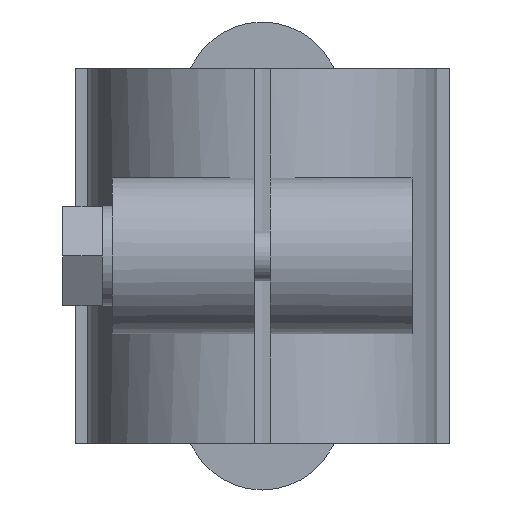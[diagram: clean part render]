
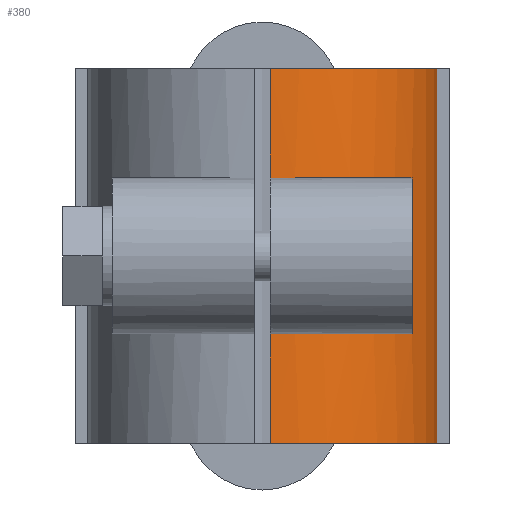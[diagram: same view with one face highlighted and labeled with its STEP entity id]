
A CAD part, left-side view. The second image highlights one B-rep face of the part: STEP entity #380.
In plain terms, the highlighted cylindrical face has radius 28 mm (diameter 56 mm), a partial arc.
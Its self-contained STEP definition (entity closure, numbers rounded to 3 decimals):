
#380 = ADVANCED_FACE( '', ( #814 ), #815, .T. );
#814 = FACE_OUTER_BOUND( '', #1281, .T. );
#815 = CYLINDRICAL_SURFACE( '', #1282, 28. );
#1281 = EDGE_LOOP( '', ( #2366, #2367, #2368, #2369, #2370, #2371, #2372, #2373, #2374, #2375 ) );
#1282 = AXIS2_PLACEMENT_3D( '', #2376, #2377, #2378 );
#2366 = ORIENTED_EDGE( '', *, *, #3000, .F. );
#2367 = ORIENTED_EDGE( '', *, *, #2740, .F. );
#2368 = ORIENTED_EDGE( '', *, *, #3092, .F. );
#2369 = ORIENTED_EDGE( '', *, *, #3052, .T. );
#2370 = ORIENTED_EDGE( '', *, *, #3001, .F. );
#2371 = ORIENTED_EDGE( '', *, *, #2727, .F. );
#2372 = ORIENTED_EDGE( '', *, *, #3093, .F. );
#2373 = ORIENTED_EDGE( '', *, *, #2823, .F. );
#2374 = ORIENTED_EDGE( '', *, *, #2893, .F. );
#2375 = ORIENTED_EDGE( '', *, *, #2723, .F. );
#2376 = CARTESIAN_POINT( '', ( 0., 0., 0. ) );
#2377 = DIRECTION( '', ( 0., 0., 1. ) );
#2378 = DIRECTION( '', ( -1., 0., 0. ) );
#2723 = EDGE_CURVE( '', #3272, #3275, #3276, .T. );
#2727 = EDGE_CURVE( '', #3281, #3273, #3283, .T. );
#2740 = EDGE_CURVE( '', #3305, #3307, #3308, .T. );
#2823 = EDGE_CURVE( '', #3445, #3447, #3448, .F. );
#2893 = EDGE_CURVE( '', #3275, #3445, #3554, .T. );
#3000 = EDGE_CURVE( '', #3307, #3272, #3701, .F. );
#3001 = EDGE_CURVE( '', #3273, #3702, #3703, .F. );
#3052 = EDGE_CURVE( '', #3765, #3702, #3766, .T. );
#3092 = EDGE_CURVE( '', #3765, #3305, #3816, .T. );
#3093 = EDGE_CURVE( '', #3447, #3281, #3817, .T. );
#3272 = VERTEX_POINT( '', #4074 );
#3273 = VERTEX_POINT( '', #4075 );
#3275 = VERTEX_POINT( '', #4077 );
#3276 = B_SPLINE_CURVE_WITH_KNOTS( '', 3, ( #4078, #4079, #4080, #4081, #4082, #4083 ), .UNSPECIFIED., .F., .F., ( 4, 2, 4 ), ( 0.007, 0.009, 0.011 ), .UNSPECIFIED. );
#3281 = VERTEX_POINT( '', #4089 );
#3283 = B_SPLINE_CURVE_WITH_KNOTS( '', 3, ( #4092, #4093, #4094, #4095 ), .UNSPECIFIED., .F., .F., ( 4, 4 ), ( 0., 0.004 ), .UNSPECIFIED. );
#3305 = VERTEX_POINT( '', #4125 );
#3307 = VERTEX_POINT( '', #4128 );
#3308 = CIRCLE( '', #4129, 28. );
#3445 = VERTEX_POINT( '', #4319 );
#3447 = VERTEX_POINT( '', #4322 );
#3448 = LINE( '', #4323, #4324 );
#3554 = CIRCLE( '', #4489, 28. );
#3701 = LINE( '', #4742, #4743 );
#3702 = VERTEX_POINT( '', #4744 );
#3703 = LINE( '', #4745, #4746 );
#3765 = VERTEX_POINT( '', #4833 );
#3766 = CIRCLE( '', #4834, 28. );
#3816 = LINE( '', #4911, #4912 );
#3817 = CIRCLE( '', #4913, 28. );
#4074 = CARTESIAN_POINT( '', ( -27.972, -1.25, 17.509 ) );
#4075 = CARTESIAN_POINT( '', ( -27.972, -1.25, 42.491 ) );
#4077 = CARTESIAN_POINT( '', ( -27.5, -5.268, 17.5 ) );
#4078 = CARTESIAN_POINT( '', ( -27.972, -1.25, 17.509 ) );
#4079 = CARTESIAN_POINT( '', ( -27.942, -1.919, 17.508 ) );
#4080 = CARTESIAN_POINT( '', ( -27.888, -2.589, 17.506 ) );
#4081 = CARTESIAN_POINT( '', ( -27.731, -3.93, 17.502 ) );
#4082 = CARTESIAN_POINT( '', ( -27.628, -4.602, 17.5 ) );
#4083 = CARTESIAN_POINT( '', ( -27.5, -5.268, 17.5 ) );
#4089 = CARTESIAN_POINT( '', ( -27.5, -5.268, 42.5 ) );
#4092 = CARTESIAN_POINT( '', ( -27.5, -5.268, 42.5 ) );
#4093 = CARTESIAN_POINT( '', ( -27.756, -3.931, 42.5 ) );
#4094 = CARTESIAN_POINT( '', ( -27.912, -2.591, 42.493 ) );
#4095 = CARTESIAN_POINT( '', ( -27.972, -1.25, 42.491 ) );
#4125 = CARTESIAN_POINT( '', ( 17., -22.249, 0. ) );
#4128 = CARTESIAN_POINT( '', ( -27.972, -1.25, 0. ) );
#4129 = AXIS2_PLACEMENT_3D( '', #5073, #5074, #5075 );
#4319 = CARTESIAN_POINT( '', ( -14.422, -24., 17.5 ) );
#4322 = CARTESIAN_POINT( '', ( -14.422, -24., 42.5 ) );
#4323 = CARTESIAN_POINT( '', ( -14.422, -24., 0. ) );
#4324 = VECTOR( '', #5167, 1000. );
#4489 = AXIS2_PLACEMENT_3D( '', #5247, #5248, #5249 );
#4742 = CARTESIAN_POINT( '', ( -27.972, -1.25, 0. ) );
#4743 = VECTOR( '', #5346, 1000. );
#4744 = CARTESIAN_POINT( '', ( -27.972, -1.25, 60. ) );
#4745 = CARTESIAN_POINT( '', ( -27.972, -1.25, 0. ) );
#4746 = VECTOR( '', #5347, 1000. );
#4833 = CARTESIAN_POINT( '', ( 17., -22.249, 60. ) );
#4834 = AXIS2_PLACEMENT_3D( '', #5393, #5394, #5395 );
#4911 = CARTESIAN_POINT( '', ( 17., -22.249, 0. ) );
#4912 = VECTOR( '', #5428, 1000. );
#4913 = AXIS2_PLACEMENT_3D( '', #5429, #5430, #5431 );
#5073 = CARTESIAN_POINT( '', ( 0., 0., 0. ) );
#5074 = DIRECTION( '', ( 0., 0., -1. ) );
#5075 = DIRECTION( '', ( -1., 0., 0. ) );
#5167 = DIRECTION( '', ( 0., 0., -1. ) );
#5247 = CARTESIAN_POINT( '', ( 0., 0., 17.5 ) );
#5248 = DIRECTION( '', ( 0., 0., 1. ) );
#5249 = DIRECTION( '', ( 1., 0., 0. ) );
#5346 = DIRECTION( '', ( 0., 0., -1. ) );
#5347 = DIRECTION( '', ( 0., 0., -1. ) );
#5393 = CARTESIAN_POINT( '', ( 0., 0., 60. ) );
#5394 = DIRECTION( '', ( 0., 0., -1. ) );
#5395 = DIRECTION( '', ( -1., 0., 0. ) );
#5428 = DIRECTION( '', ( 0., 0., -1. ) );
#5429 = CARTESIAN_POINT( '', ( 0., 0., 42.5 ) );
#5430 = DIRECTION( '', ( 0., 0., -1. ) );
#5431 = DIRECTION( '', ( -1., 0., 0. ) );
